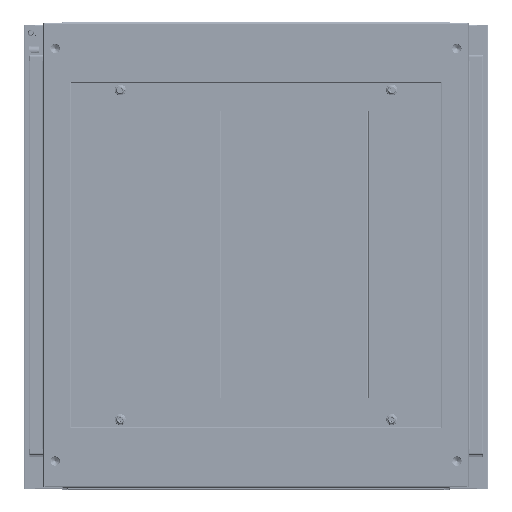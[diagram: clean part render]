
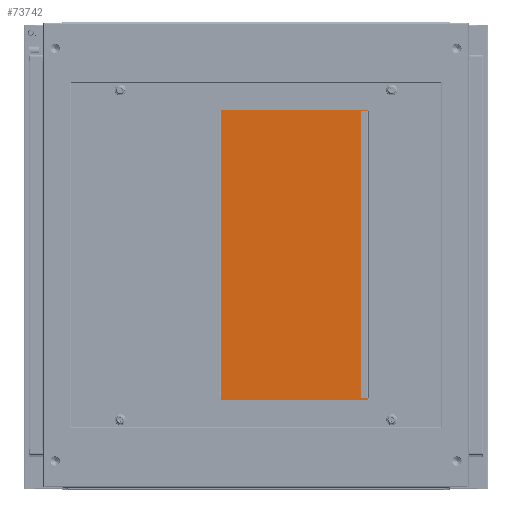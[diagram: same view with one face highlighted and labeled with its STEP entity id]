
A CAD part, top view. The second image highlights one B-rep face of the part: STEP entity #73742.
In plain terms, the highlighted face is planar.
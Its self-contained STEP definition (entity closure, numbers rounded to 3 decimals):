
#11061 = EDGE_CURVE ( 'NONE', #62011, #62000, #104179, .T. ) ;
#11064 = EDGE_CURVE ( 'NONE', #62002, #62000, #104266, .T. ) ;
#11066 = EDGE_CURVE ( 'NONE', #62007, #62005, #104278, .T. ) ;
#11068 = EDGE_CURVE ( 'NONE', #62013, #62011, #104290, .T. ) ;
#11070 = EDGE_CURVE ( 'NONE', #62013, #62009, #104302, .T. ) ;
#11072 = EDGE_CURVE ( 'NONE', #62009, #62007, #104245, .T. ) ;
#11074 = EDGE_CURVE ( 'NONE', #62004, #62002, #104326, .T. ) ;
#11078 = EDGE_CURVE ( 'NONE', #62005, #62004, #104350, .T. ) ;
#18760 = PLANE ( 'NONE',  #32879 ) ;
#18762 = CARTESIAN_POINT ( 'NONE',  ( -200., -99., 1.5 ) ) ;
#18782 = DIRECTION ( 'NONE',  ( 0., 0., 1. ) ) ;
#18785 = DIRECTION ( 'NONE',  ( 1., 0., 0. ) ) ;
#32879 = AXIS2_PLACEMENT_3D ( 'NONE', #18762, #18782, #18785 ) ;
#40131 = ORIENTED_EDGE ( 'NONE', *, *, #11061, .F. ) ;
#40137 = ORIENTED_EDGE ( 'NONE', *, *, #11064, .T. ) ;
#40143 = ORIENTED_EDGE ( 'NONE', *, *, #11074, .T. ) ;
#40149 = ORIENTED_EDGE ( 'NONE', *, *, #11078, .T. ) ;
#40155 = ORIENTED_EDGE ( 'NONE', *, *, #11066, .T. ) ;
#40161 = ORIENTED_EDGE ( 'NONE', *, *, #11072, .T. ) ;
#40167 = ORIENTED_EDGE ( 'NONE', *, *, #11070, .T. ) ;
#40173 = ORIENTED_EDGE ( 'NONE', *, *, #11068, .F. ) ;
#62000 = VERTEX_POINT ( 'NONE', #93355 ) ;
#62002 = VERTEX_POINT ( 'NONE', #93357 ) ;
#62004 = VERTEX_POINT ( 'NONE', #93360 ) ;
#62005 = VERTEX_POINT ( 'NONE', #93363 ) ;
#62007 = VERTEX_POINT ( 'NONE', #93365 ) ;
#62009 = VERTEX_POINT ( 'NONE', #93368 ) ;
#62011 = VERTEX_POINT ( 'NONE', #93371 ) ;
#62013 = VERTEX_POINT ( 'NONE', #93373 ) ;
#62508 = EDGE_LOOP ( 'NONE', ( #40173, #40167, #40161, #40155, #40149, #40143, #40137, #40131 ) ) ;
#73742 = ADVANCED_FACE ( 'NONE', ( #104801 ), #18760, .T. ) ;
#93355 = CARTESIAN_POINT ( 'NONE',  ( -185., -99., 1.5 ) ) ;
#93357 = CARTESIAN_POINT ( 'NONE',  ( -200., -99., 1.5 ) ) ;
#93360 = CARTESIAN_POINT ( 'NONE',  ( -200., 99., 1.5 ) ) ;
#93363 = CARTESIAN_POINT ( 'NONE',  ( 200., 99., 1.5 ) ) ;
#93365 = CARTESIAN_POINT ( 'NONE',  ( 200., -99., 1.5 ) ) ;
#93368 = CARTESIAN_POINT ( 'NONE',  ( 185., -99., 1.5 ) ) ;
#93371 = CARTESIAN_POINT ( 'NONE',  ( -185., -97.99, 1.5 ) ) ;
#93373 = CARTESIAN_POINT ( 'NONE',  ( 185., -97.99, 1.5 ) ) ;
#104179 = LINE ( 'NONE', #113986, #104248 ) ;
#104245 = LINE ( 'NONE', #113996, #104314 ) ;
#104248 = VECTOR ( 'NONE', #113989, 1000. ) ;
#104266 = LINE ( 'NONE', #113994, #104269 ) ;
#104269 = VECTOR ( 'NONE', #113995, 1000. ) ;
#104278 = LINE ( 'NONE', #113998, #104281 ) ;
#104281 = VECTOR ( 'NONE', #113999, 1000. ) ;
#104290 = LINE ( 'NONE', #114002, #104293 ) ;
#104293 = VECTOR ( 'NONE', #114003, 1000. ) ;
#104302 = LINE ( 'NONE', #114006, #104305 ) ;
#104305 = VECTOR ( 'NONE', #114007, 1000. ) ;
#104314 = VECTOR ( 'NONE', #114011, 1000. ) ;
#104326 = LINE ( 'NONE', #114014, #104329 ) ;
#104329 = VECTOR ( 'NONE', #114015, 1000. ) ;
#104350 = LINE ( 'NONE', #114022, #104353 ) ;
#104353 = VECTOR ( 'NONE', #114023, 1000. ) ;
#104801 = FACE_OUTER_BOUND ( 'NONE', #62508, .T. ) ;
#113986 = CARTESIAN_POINT ( 'NONE',  ( -185., -98., 1.5 ) ) ;
#113989 = DIRECTION ( 'NONE',  ( 0., -1., 0. ) ) ;
#113994 = CARTESIAN_POINT ( 'NONE',  ( -200., -99., 1.5 ) ) ;
#113995 = DIRECTION ( 'NONE',  ( 1., 0., 0. ) ) ;
#113996 = CARTESIAN_POINT ( 'NONE',  ( -200., -99., 1.5 ) ) ;
#113998 = CARTESIAN_POINT ( 'NONE',  ( 200., 99., 1.5 ) ) ;
#113999 = DIRECTION ( 'NONE',  ( 0., 1., 0. ) ) ;
#114002 = CARTESIAN_POINT ( 'NONE',  ( 185., -97.99, 1.5 ) ) ;
#114003 = DIRECTION ( 'NONE',  ( -1., 0., 0. ) ) ;
#114006 = CARTESIAN_POINT ( 'NONE',  ( 185., -98., 1.5 ) ) ;
#114007 = DIRECTION ( 'NONE',  ( 0., -1., 0. ) ) ;
#114011 = DIRECTION ( 'NONE',  ( 1., 0., 0. ) ) ;
#114014 = CARTESIAN_POINT ( 'NONE',  ( -200., 99., 1.5 ) ) ;
#114015 = DIRECTION ( 'NONE',  ( 0., -1., 0. ) ) ;
#114022 = CARTESIAN_POINT ( 'NONE',  ( -200., 99., 1.5 ) ) ;
#114023 = DIRECTION ( 'NONE',  ( -1., 0., 0. ) ) ;
